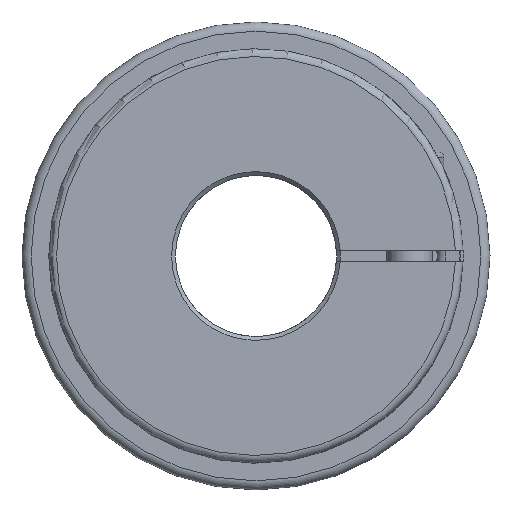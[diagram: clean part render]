
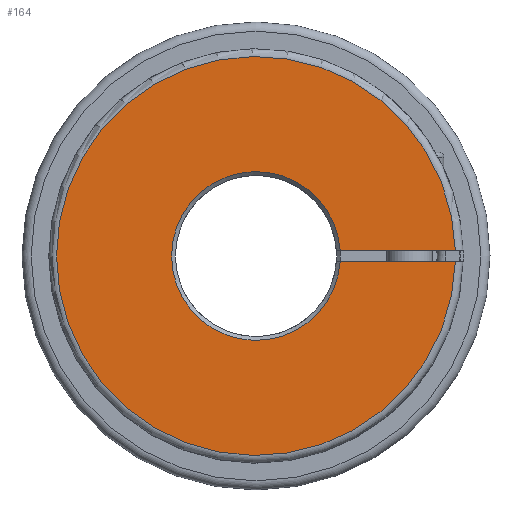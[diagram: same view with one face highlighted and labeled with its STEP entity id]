
A CAD part, left-side view. The second image highlights one B-rep face of the part: STEP entity #164.
In plain terms, the highlighted planar face has unit normal (-1, 0, 0).
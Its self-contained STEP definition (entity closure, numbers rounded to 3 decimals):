
#164 = ADVANCED_FACE( '', ( #411 ), #412, .T. );
#411 = FACE_OUTER_BOUND( '', #772, .T. );
#412 = PLANE( '', #773 );
#772 = EDGE_LOOP( '', ( #1215, #1216, #1217, #1218 ) );
#773 = AXIS2_PLACEMENT_3D( '', #1219, #1220, #1221 );
#1215 = ORIENTED_EDGE( '', *, *, #1918, .F. );
#1216 = ORIENTED_EDGE( '', *, *, #1835, .T. );
#1217 = ORIENTED_EDGE( '', *, *, #1919, .T. );
#1218 = ORIENTED_EDGE( '', *, *, #1920, .T. );
#1219 = CARTESIAN_POINT( '', ( -42.819, 0., 9.5 ) );
#1220 = DIRECTION( '', ( -1., 0., 0. ) );
#1221 = DIRECTION( '', ( 0., 0., 1. ) );
#1835 = EDGE_CURVE( '', #2123, #2127, #2129, .T. );
#1918 = EDGE_CURVE( '', #2123, #2267, #2268, .T. );
#1919 = EDGE_CURVE( '', #2127, #2269, #2270, .T. );
#1920 = EDGE_CURVE( '', #2269, #2267, #2271, .T. );
#2123 = VERTEX_POINT( '', #2541 );
#2127 = VERTEX_POINT( '', #2545 );
#2129 = CIRCLE( '', #2547, 22. );
#2267 = VERTEX_POINT( '', #3005 );
#2268 = LINE( '', #3006, #3007 );
#2269 = VERTEX_POINT( '', #3008 );
#2270 = LINE( '', #3009, #3010 );
#2271 = CIRCLE( '', #3011, 52. );
#2541 = CARTESIAN_POINT( '', ( -42.819, -21.949, -1.5 ) );
#2545 = CARTESIAN_POINT( '', ( -42.819, -21.949, 1.5 ) );
#2547 = AXIS2_PLACEMENT_3D( '', #3651, #3652, #3653 );
#3005 = CARTESIAN_POINT( '', ( -42.819, -51.978, -1.5 ) );
#3006 = CARTESIAN_POINT( '', ( -42.819, 0., -1.5 ) );
#3007 = VECTOR( '', #3769, 1000. );
#3008 = CARTESIAN_POINT( '', ( -42.819, -51.978, 1.5 ) );
#3009 = CARTESIAN_POINT( '', ( -42.819, 0., 1.5 ) );
#3010 = VECTOR( '', #3770, 1000. );
#3011 = AXIS2_PLACEMENT_3D( '', #3771, #3772, #3773 );
#3651 = CARTESIAN_POINT( '', ( -42.819, 0., 0. ) );
#3652 = DIRECTION( '', ( 1., 0., 0. ) );
#3653 = DIRECTION( '', ( 0., 0., 1. ) );
#3769 = DIRECTION( '', ( 0., -1., 0. ) );
#3770 = DIRECTION( '', ( 0., -1., 0. ) );
#3771 = CARTESIAN_POINT( '', ( -42.819, 0., 0. ) );
#3772 = DIRECTION( '', ( -1., 0., 0. ) );
#3773 = DIRECTION( '', ( 0., 0., 1. ) );
